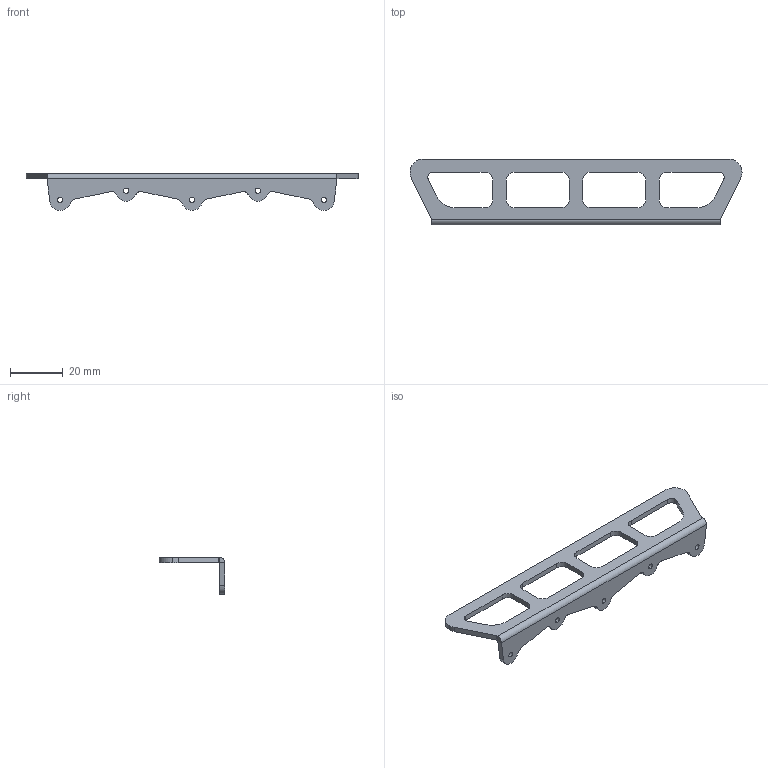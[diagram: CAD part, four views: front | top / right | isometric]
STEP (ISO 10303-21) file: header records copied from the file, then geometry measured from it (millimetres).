
FILE_DESCRIPTION (( 'STEP AP214' ), '1' );
FILE_NAME ('02_Toe_Alu_Bend_NimbroOP_v0.1.STEP', '2012-10-07T10:26:06', ( 'schreiber' ), ( '' ), 'SwSTEP 2.0', 'SolidWorks 2012', '' );
FILE_SCHEMA (( 'AUTOMOTIVE_DESIGN' ));
Length unit declared in the file: millimetre
Products named in the file (1): 02_Toe_Alu_Bend_NimbroOP_v0.1
Bounding box: 125.98 x 25 x 14 mm (x, y, z)
Volume: 5020.7 mm3; surface area: 6269.5 mm2
Topology: 1 solids, 1 shells, 81 faces, 229 edges, 150 vertices
Faces by surface type: cylinder 48, plane 33
Entity records: 2725 total; most frequent: DIRECTION 489, CARTESIAN_POINT 461, ORIENTED_EDGE 458, EDGE_CURVE 229, AXIS2_PLACEMENT_3D 178, VERTEX_POINT 150, LINE 133, VECTOR 133
